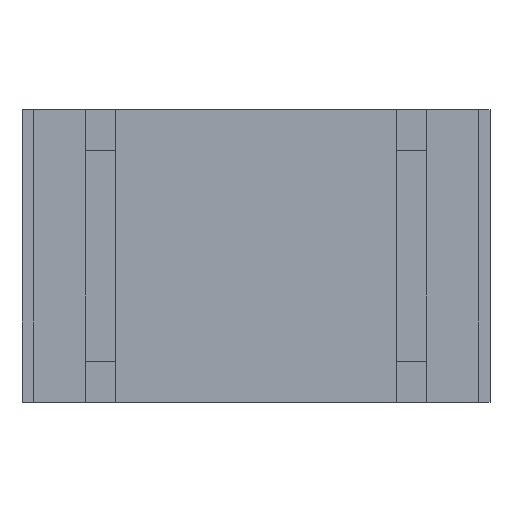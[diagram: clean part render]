
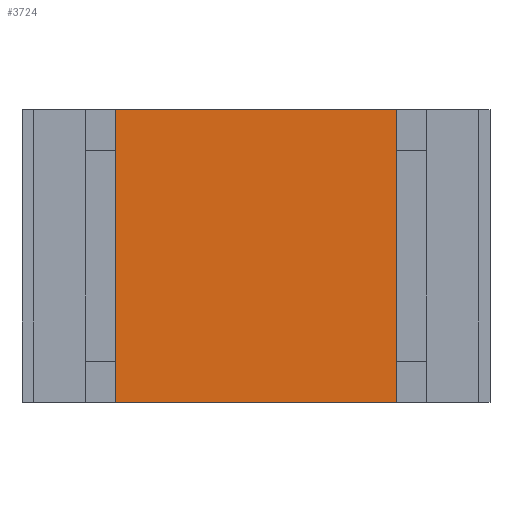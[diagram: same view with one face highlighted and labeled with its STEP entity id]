
A CAD part, top view. The second image highlights one B-rep face of the part: STEP entity #3724.
In plain terms, the highlighted planar face has unit normal (0, 0, 1).
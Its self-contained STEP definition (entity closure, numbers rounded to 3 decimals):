
#3535 = VERTEX_POINT('',#3536);
#3536 = CARTESIAN_POINT('',(-0.6,-0.625,0.55));
#3543 = PLANE('',#3544);
#3544 = AXIS2_PLACEMENT_3D('',#3545,#3546,#3547);
#3545 = CARTESIAN_POINT('',(-0.6,-0.625,0.5));
#3546 = DIRECTION('',(1.,0.,0.));
#3547 = DIRECTION('',(0.,0.,1.));
#3555 = PLANE('',#3556);
#3556 = AXIS2_PLACEMENT_3D('',#3557,#3558,#3559);
#3557 = CARTESIAN_POINT('',(-0.6,-0.625,0.5));
#3558 = DIRECTION('',(0.,1.,0.));
#3559 = DIRECTION('',(0.,0.,1.));
#3596 = VERTEX_POINT('',#3597);
#3597 = CARTESIAN_POINT('',(-0.6,0.625,0.55));
#3611 = PLANE('',#3612);
#3612 = AXIS2_PLACEMENT_3D('',#3613,#3614,#3615);
#3613 = CARTESIAN_POINT('',(-0.6,0.625,0.5));
#3614 = DIRECTION('',(0.,1.,0.));
#3615 = DIRECTION('',(0.,0.,1.));
#3623 = EDGE_CURVE('',#3535,#3596,#3624,.T.);
#3624 = SURFACE_CURVE('',#3625,(#3629,#3636),.PCURVE_S1.);
#3625 = LINE('',#3626,#3627);
#3626 = CARTESIAN_POINT('',(-0.6,-0.625,0.55));
#3627 = VECTOR('',#3628,1.);
#3628 = DIRECTION('',(0.,1.,0.));
#3629 = PCURVE('',#3543,#3630);
#3630 = DEFINITIONAL_REPRESENTATION('',(#3631),#3635);
#3631 = LINE('',#3632,#3633);
#3632 = CARTESIAN_POINT('',(0.05,0.));
#3633 = VECTOR('',#3634,1.);
#3634 = DIRECTION('',(0.,-1.));
#3635 = ( GEOMETRIC_REPRESENTATION_CONTEXT(2) 
PARAMETRIC_REPRESENTATION_CONTEXT() REPRESENTATION_CONTEXT('2D SPACE',''
  ) );
#3636 = PCURVE('',#3637,#3642);
#3637 = PLANE('',#3638);
#3638 = AXIS2_PLACEMENT_3D('',#3639,#3640,#3641);
#3639 = CARTESIAN_POINT('',(-0.6,-0.625,0.55));
#3640 = DIRECTION('',(0.,0.,1.));
#3641 = DIRECTION('',(1.,0.,0.));
#3642 = DEFINITIONAL_REPRESENTATION('',(#3643),#3647);
#3643 = LINE('',#3644,#3645);
#3644 = CARTESIAN_POINT('',(0.,0.));
#3645 = VECTOR('',#3646,1.);
#3646 = DIRECTION('',(0.,1.));
#3647 = ( GEOMETRIC_REPRESENTATION_CONTEXT(2) 
PARAMETRIC_REPRESENTATION_CONTEXT() REPRESENTATION_CONTEXT('2D SPACE',''
  ) );
#3676 = EDGE_CURVE('',#3535,#3677,#3679,.T.);
#3677 = VERTEX_POINT('',#3678);
#3678 = CARTESIAN_POINT('',(0.6,-0.625,0.55));
#3679 = SURFACE_CURVE('',#3680,(#3684,#3691),.PCURVE_S1.);
#3680 = LINE('',#3681,#3682);
#3681 = CARTESIAN_POINT('',(-0.6,-0.625,0.55));
#3682 = VECTOR('',#3683,1.);
#3683 = DIRECTION('',(1.,0.,0.));
#3684 = PCURVE('',#3555,#3685);
#3685 = DEFINITIONAL_REPRESENTATION('',(#3686),#3690);
#3686 = LINE('',#3687,#3688);
#3687 = CARTESIAN_POINT('',(0.05,0.));
#3688 = VECTOR('',#3689,1.);
#3689 = DIRECTION('',(0.,1.));
#3690 = ( GEOMETRIC_REPRESENTATION_CONTEXT(2) 
PARAMETRIC_REPRESENTATION_CONTEXT() REPRESENTATION_CONTEXT('2D SPACE',''
  ) );
#3691 = PCURVE('',#3637,#3692);
#3692 = DEFINITIONAL_REPRESENTATION('',(#3693),#3697);
#3693 = LINE('',#3694,#3695);
#3694 = CARTESIAN_POINT('',(0.,0.));
#3695 = VECTOR('',#3696,1.);
#3696 = DIRECTION('',(1.,0.));
#3697 = ( GEOMETRIC_REPRESENTATION_CONTEXT(2) 
PARAMETRIC_REPRESENTATION_CONTEXT() REPRESENTATION_CONTEXT('2D SPACE',''
  ) );
#3713 = PLANE('',#3714);
#3714 = AXIS2_PLACEMENT_3D('',#3715,#3716,#3717);
#3715 = CARTESIAN_POINT('',(0.6,-0.625,0.5));
#3716 = DIRECTION('',(1.,0.,0.));
#3717 = DIRECTION('',(0.,0.,1.));
#3724 = ADVANCED_FACE('',(#3725),#3637,.T.);
#3725 = FACE_BOUND('',#3726,.T.);
#3726 = EDGE_LOOP('',(#3727,#3728,#3729,#3752));
#3727 = ORIENTED_EDGE('',*,*,#3623,.F.);
#3728 = ORIENTED_EDGE('',*,*,#3676,.T.);
#3729 = ORIENTED_EDGE('',*,*,#3730,.T.);
#3730 = EDGE_CURVE('',#3677,#3731,#3733,.T.);
#3731 = VERTEX_POINT('',#3732);
#3732 = CARTESIAN_POINT('',(0.6,0.625,0.55));
#3733 = SURFACE_CURVE('',#3734,(#3738,#3745),.PCURVE_S1.);
#3734 = LINE('',#3735,#3736);
#3735 = CARTESIAN_POINT('',(0.6,-0.625,0.55));
#3736 = VECTOR('',#3737,1.);
#3737 = DIRECTION('',(0.,1.,0.));
#3738 = PCURVE('',#3637,#3739);
#3739 = DEFINITIONAL_REPRESENTATION('',(#3740),#3744);
#3740 = LINE('',#3741,#3742);
#3741 = CARTESIAN_POINT('',(1.2,0.));
#3742 = VECTOR('',#3743,1.);
#3743 = DIRECTION('',(0.,1.));
#3744 = ( GEOMETRIC_REPRESENTATION_CONTEXT(2) 
PARAMETRIC_REPRESENTATION_CONTEXT() REPRESENTATION_CONTEXT('2D SPACE',''
  ) );
#3745 = PCURVE('',#3713,#3746);
#3746 = DEFINITIONAL_REPRESENTATION('',(#3747),#3751);
#3747 = LINE('',#3748,#3749);
#3748 = CARTESIAN_POINT('',(0.05,0.));
#3749 = VECTOR('',#3750,1.);
#3750 = DIRECTION('',(0.,-1.));
#3751 = ( GEOMETRIC_REPRESENTATION_CONTEXT(2) 
PARAMETRIC_REPRESENTATION_CONTEXT() REPRESENTATION_CONTEXT('2D SPACE',''
  ) );
#3752 = ORIENTED_EDGE('',*,*,#3753,.F.);
#3753 = EDGE_CURVE('',#3596,#3731,#3754,.T.);
#3754 = SURFACE_CURVE('',#3755,(#3759,#3766),.PCURVE_S1.);
#3755 = LINE('',#3756,#3757);
#3756 = CARTESIAN_POINT('',(-0.6,0.625,0.55));
#3757 = VECTOR('',#3758,1.);
#3758 = DIRECTION('',(1.,0.,0.));
#3759 = PCURVE('',#3637,#3760);
#3760 = DEFINITIONAL_REPRESENTATION('',(#3761),#3765);
#3761 = LINE('',#3762,#3763);
#3762 = CARTESIAN_POINT('',(0.,1.25));
#3763 = VECTOR('',#3764,1.);
#3764 = DIRECTION('',(1.,0.));
#3765 = ( GEOMETRIC_REPRESENTATION_CONTEXT(2) 
PARAMETRIC_REPRESENTATION_CONTEXT() REPRESENTATION_CONTEXT('2D SPACE',''
  ) );
#3766 = PCURVE('',#3611,#3767);
#3767 = DEFINITIONAL_REPRESENTATION('',(#3768),#3772);
#3768 = LINE('',#3769,#3770);
#3769 = CARTESIAN_POINT('',(0.05,0.));
#3770 = VECTOR('',#3771,1.);
#3771 = DIRECTION('',(0.,1.));
#3772 = ( GEOMETRIC_REPRESENTATION_CONTEXT(2) 
PARAMETRIC_REPRESENTATION_CONTEXT() REPRESENTATION_CONTEXT('2D SPACE',''
  ) );
